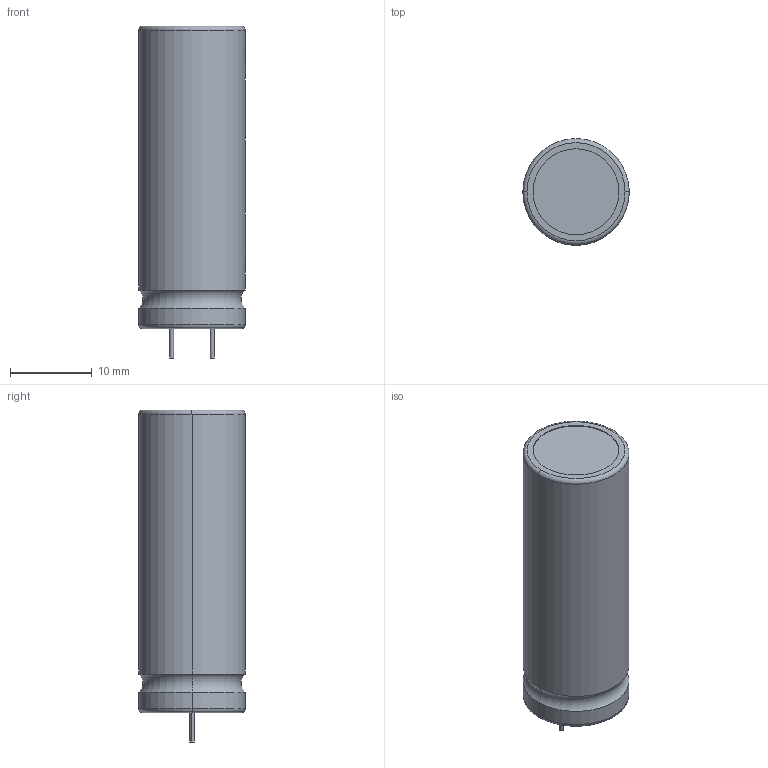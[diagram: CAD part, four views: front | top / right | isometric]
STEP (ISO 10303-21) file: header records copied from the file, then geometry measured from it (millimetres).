
FILE_DESCRIPTION((''),'2;1');
FILE_NAME('CAPPR500-1300X3700.stp','2013-04-24T16:20:32',(''),(''),'Mechanical Desktop 2011','Mechanical Desktop 2011',', , ');
FILE_SCHEMA(('AUTOMOTIVE_DESIGN { 1 2 10303 214 1 1 1 1 }'));
Length unit declared in the file: millimetre
Products named in the file (1): Product
Bounding box: 13 x 13 x 40.6 mm (x, y, z)
Volume: 4860.2 mm3; surface area: 2221.4 mm2
Topology: 11 solids, 11 shells, 100 faces, 220 edges, 144 vertices
Faces by surface type: plane 60, cylinder 34, torus 6
Entity records: 2824 total; most frequent: DIRECTION 524, CARTESIAN_POINT 465, ORIENTED_EDGE 440, EDGE_CURVE 220, AXIS2_PLACEMENT_3D 203, VERTEX_POINT 144, VECTOR 118, LINE 118
